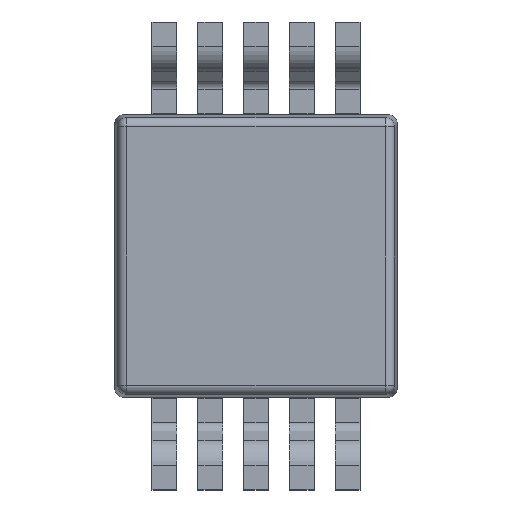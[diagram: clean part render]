
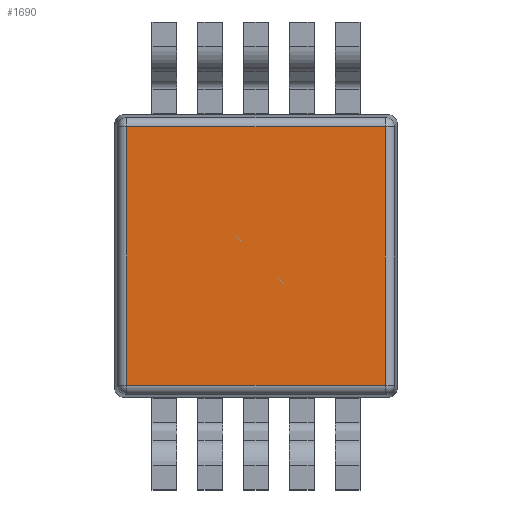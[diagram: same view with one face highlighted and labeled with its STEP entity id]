
A CAD part, front view. The second image highlights one B-rep face of the part: STEP entity #1690.
In plain terms, the highlighted planar face has unit normal (0, -1, 0).
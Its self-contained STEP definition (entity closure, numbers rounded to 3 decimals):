
#164 = EDGE_LOOP ( 'NONE', ( #8372, #7627, #7763, #6464 ) ) ;
#285 = LINE ( 'NONE', #7053, #8489 ) ;
#315 = VERTEX_POINT ( 'NONE', #10030 ) ;
#380 = CARTESIAN_POINT ( 'NONE',  ( 0., -0.475, 0. ) ) ;
#979 = DIRECTION ( 'NONE',  ( 1., 0., 0. ) ) ;
#1432 = VERTEX_POINT ( 'NONE', #11500 ) ;
#1531 = VECTOR ( 'NONE', #3708, 1000. ) ;
#1690 = ADVANCED_FACE ( 'NONE', ( #11723 ), #11384, .F. ) ;
#2164 = EDGE_CURVE ( 'NONE', #1432, #8928, #285, .T. ) ;
#2320 = LINE ( 'NONE', #2875, #8880 ) ;
#2716 = DIRECTION ( 'NONE',  ( 0., 0., 1. ) ) ;
#2875 = CARTESIAN_POINT ( 'NONE',  ( 1.41, -0.475, 1.5 ) ) ;
#2982 = LINE ( 'NONE', #6098, #1531 ) ;
#3708 = DIRECTION ( 'NONE',  ( 0., 0., -1. ) ) ;
#3850 = DIRECTION ( 'NONE',  ( 0., 1., 0. ) ) ;
#4623 = CARTESIAN_POINT ( 'NONE',  ( 1.41, -0.475, -1.41 ) ) ;
#4737 = VERTEX_POINT ( 'NONE', #6411 ) ;
#4892 = EDGE_CURVE ( 'NONE', #4737, #1432, #2982, .T. ) ;
#5563 = EDGE_CURVE ( 'NONE', #315, #4737, #8438, .T. ) ;
#5935 = DIRECTION ( 'NONE',  ( 0., 0., 1. ) ) ;
#6098 = CARTESIAN_POINT ( 'NONE',  ( -1.41, -0.475, -1.5 ) ) ;
#6411 = CARTESIAN_POINT ( 'NONE',  ( -1.41, -0.475, 1.41 ) ) ;
#6464 = ORIENTED_EDGE ( 'NONE', *, *, #5563, .T. ) ;
#7053 = CARTESIAN_POINT ( 'NONE',  ( 1.5, -0.475, -1.41 ) ) ;
#7507 = EDGE_CURVE ( 'NONE', #8928, #315, #2320, .T. ) ;
#7627 = ORIENTED_EDGE ( 'NONE', *, *, #2164, .T. ) ;
#7763 = ORIENTED_EDGE ( 'NONE', *, *, #7507, .T. ) ;
#8372 = ORIENTED_EDGE ( 'NONE', *, *, #4892, .T. ) ;
#8438 = LINE ( 'NONE', #9172, #9918 ) ;
#8489 = VECTOR ( 'NONE', #979, 1000. ) ;
#8880 = VECTOR ( 'NONE', #2716, 1000. ) ;
#8928 = VERTEX_POINT ( 'NONE', #4623 ) ;
#9172 = CARTESIAN_POINT ( 'NONE',  ( -1.5, -0.475, 1.41 ) ) ;
#9874 = AXIS2_PLACEMENT_3D ( 'NONE', #380, #3850, #5935 ) ;
#9918 = VECTOR ( 'NONE', #12015, 1000. ) ;
#10030 = CARTESIAN_POINT ( 'NONE',  ( 1.41, -0.475, 1.41 ) ) ;
#11384 = PLANE ( 'NONE',  #9874 ) ;
#11500 = CARTESIAN_POINT ( 'NONE',  ( -1.41, -0.475, -1.41 ) ) ;
#11723 = FACE_OUTER_BOUND ( 'NONE', #164, .T. ) ;
#12015 = DIRECTION ( 'NONE',  ( -1., 0., 0. ) ) ;
